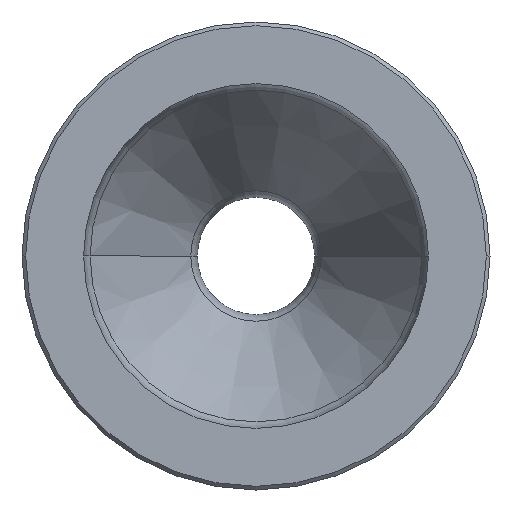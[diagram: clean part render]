
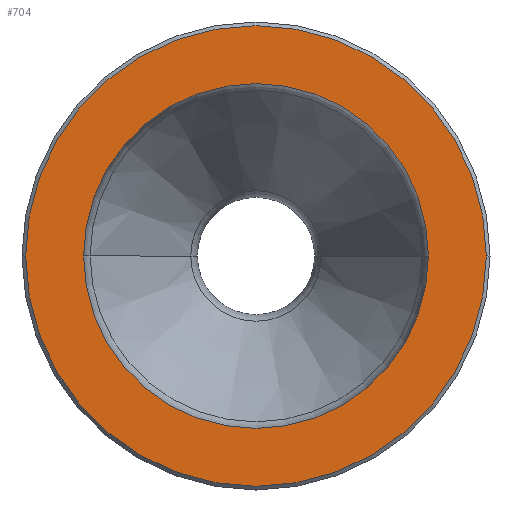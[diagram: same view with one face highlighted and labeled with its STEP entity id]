
A CAD part, left-side view. The second image highlights one B-rep face of the part: STEP entity #704.
In plain terms, the highlighted planar face has unit normal (-1, 0, 0).
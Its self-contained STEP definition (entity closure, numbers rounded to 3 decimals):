
#49 = AXIS2_PLACEMENT_3D ( 'NONE', #1103, #227, #357 ) ;
#89 = VERTEX_POINT ( 'NONE', #179 ) ;
#134 = AXIS2_PLACEMENT_3D ( 'NONE', #399, #835, #610 ) ;
#135 = VERTEX_POINT ( 'NONE', #845 ) ;
#164 = EDGE_CURVE ( 'NONE', #1124, #89, #1237, .T. ) ;
#179 = CARTESIAN_POINT ( 'NONE',  ( 0., -46.75, 0. ) ) ;
#191 = AXIS2_PLACEMENT_3D ( 'NONE', #808, #900, #1118 ) ;
#227 = DIRECTION ( 'NONE',  ( 1., 0., 0. ) ) ;
#310 = CARTESIAN_POINT ( 'NONE',  ( 0., 0., 0. ) ) ;
#357 = DIRECTION ( 'NONE',  ( 0., 1., 0. ) ) ;
#399 = CARTESIAN_POINT ( 'NONE',  ( 0., 0., 0. ) ) ;
#415 = CARTESIAN_POINT ( 'NONE',  ( 0., 0., 0. ) ) ;
#462 = EDGE_LOOP ( 'NONE', ( #1345, #546 ) ) ;
#516 = AXIS2_PLACEMENT_3D ( 'NONE', #310, #641, #1056 ) ;
#546 = ORIENTED_EDGE ( 'NONE', *, *, #825, .F. ) ;
#555 = CIRCLE ( 'NONE', #191, 35. ) ;
#610 = DIRECTION ( 'NONE',  ( 0., -1., 0. ) ) ;
#641 = DIRECTION ( 'NONE',  ( -1., 0., 0. ) ) ;
#682 = VERTEX_POINT ( 'NONE', #1304 ) ;
#704 = ADVANCED_FACE ( 'NONE', ( #832, #1204 ), #879, .F. ) ;
#808 = CARTESIAN_POINT ( 'NONE',  ( 0., 0., 0. ) ) ;
#825 = EDGE_CURVE ( 'NONE', #135, #682, #555, .T. ) ;
#832 = FACE_BOUND ( 'NONE', #462, .T. ) ;
#835 = DIRECTION ( 'NONE',  ( -1., 0., 0. ) ) ;
#843 = EDGE_LOOP ( 'NONE', ( #902, #855 ) ) ;
#845 = CARTESIAN_POINT ( 'NONE',  ( 0., 35., 0. ) ) ;
#855 = ORIENTED_EDGE ( 'NONE', *, *, #1038, .T. ) ;
#879 = PLANE ( 'NONE',  #49 ) ;
#900 = DIRECTION ( 'NONE',  ( -1., 0., 0. ) ) ;
#902 = ORIENTED_EDGE ( 'NONE', *, *, #164, .T. ) ;
#935 = EDGE_CURVE ( 'NONE', #682, #135, #1250, .T. ) ;
#960 = CARTESIAN_POINT ( 'NONE',  ( 0., 46.75, 0. ) ) ;
#1038 = EDGE_CURVE ( 'NONE', #89, #1124, #1219, .T. ) ;
#1056 = DIRECTION ( 'NONE',  ( 0., -1., 0. ) ) ;
#1103 = CARTESIAN_POINT ( 'NONE',  ( 0., 46.75, 0. ) ) ;
#1118 = DIRECTION ( 'NONE',  ( 0., -1., 0. ) ) ;
#1124 = VERTEX_POINT ( 'NONE', #960 ) ;
#1179 = DIRECTION ( 'NONE',  ( 0., -1., 0. ) ) ;
#1204 = FACE_OUTER_BOUND ( 'NONE', #843, .T. ) ;
#1219 = CIRCLE ( 'NONE', #1277, 46.75 ) ;
#1237 = CIRCLE ( 'NONE', #516, 46.75 ) ;
#1250 = CIRCLE ( 'NONE', #134, 35. ) ;
#1277 = AXIS2_PLACEMENT_3D ( 'NONE', #415, #1384, #1179 ) ;
#1304 = CARTESIAN_POINT ( 'NONE',  ( 0., -35., 0. ) ) ;
#1345 = ORIENTED_EDGE ( 'NONE', *, *, #935, .F. ) ;
#1384 = DIRECTION ( 'NONE',  ( -1., 0., 0. ) ) ;
